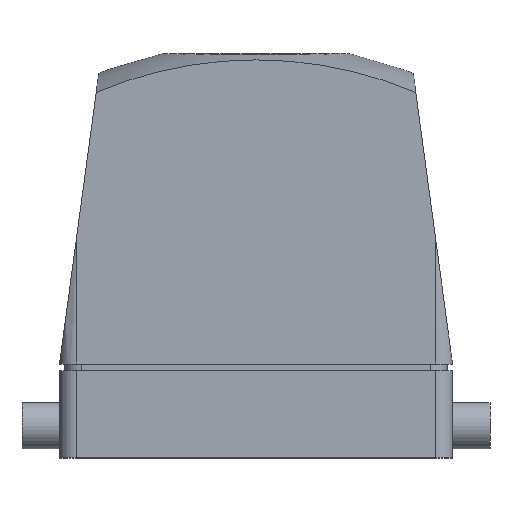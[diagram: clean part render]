
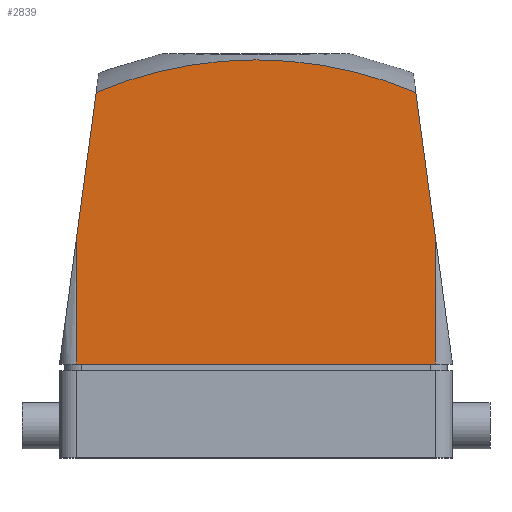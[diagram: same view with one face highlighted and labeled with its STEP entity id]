
A CAD part, top view. The second image highlights one B-rep face of the part: STEP entity #2839.
In plain terms, the highlighted planar face has unit normal (0, 0, 1).
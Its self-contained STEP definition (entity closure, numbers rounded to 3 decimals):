
#93 = DIRECTION ( 'NONE',  ( -1., 0., 0. ) ) ;
#96 = DIRECTION ( 'NONE',  ( 0., 0., -1. ) ) ;
#97 = CARTESIAN_POINT ( 'NONE',  ( 3.2, 65.55, 43.5 ) ) ;
#98 = PLANE ( 'NONE',  #1474 ) ;
#267 = DIRECTION ( 'NONE',  ( 0.134, -0.991, 0. ) ) ;
#268 = CARTESIAN_POINT ( 'NONE',  ( 73.5, 17.55, 43.5 ) ) ;
#549 = DIRECTION ( 'NONE',  ( 0., -1., 0. ) ) ;
#550 = CARTESIAN_POINT ( 'NONE',  ( 3.2, 65.55, 43.5 ) ) ;
#563 = DIRECTION ( 'NONE',  ( 0.134, 0.991, 0. ) ) ;
#564 = CARTESIAN_POINT ( 'NONE',  ( 0., 17.55, 43.5 ) ) ;
#571 = DIRECTION ( 'NONE',  ( 1., 0., 0. ) ) ;
#572 = DIRECTION ( 'NONE',  ( 0., 0., -1. ) ) ;
#573 = CARTESIAN_POINT ( 'NONE',  ( 36.75, -1.95, 43.5 ) ) ;
#578 = CARTESIAN_POINT ( 'NONE',  ( 3.2, 17.55, 43.5 ) ) ;
#580 = DIRECTION ( 'NONE',  ( 1., 0., 0. ) ) ;
#583 = DIRECTION ( 'NONE',  ( 0., -1., 0. ) ) ;
#584 = CARTESIAN_POINT ( 'NONE',  ( 70.3, 65.55, 43.5 ) ) ;
#618 = CARTESIAN_POINT ( 'NONE',  ( 70.3, 17.55, 43.5 ) ) ;
#625 = CARTESIAN_POINT ( 'NONE',  ( 6.873, 68.317, 43.5 ) ) ;
#642 = CARTESIAN_POINT ( 'NONE',  ( 3.2, 17.55, 43.5 ) ) ;
#694 = CARTESIAN_POINT ( 'NONE',  ( 70.3, 41.187, 43.5 ) ) ;
#700 = CARTESIAN_POINT ( 'NONE',  ( 3.2, 41.187, 43.5 ) ) ;
#727 = CARTESIAN_POINT ( 'NONE',  ( 66.627, 68.317, 43.5 ) ) ;
#1347 = EDGE_CURVE ( 'NONE', #2448, #2446, #2269, .T. ) ;
#1362 = EDGE_CURVE ( 'NONE', #2448, #2356, #2277, .T. ) ;
#1366 = EDGE_CURVE ( 'NONE', #2467, #2353, #2280, .T. ) ;
#1368 = EDGE_CURVE ( 'NONE', #2356, #2452, #1774, .T. ) ;
#1371 = EDGE_CURVE ( 'NONE', #2446, #2353, #2282, .T. ) ;
#1474 = AXIS2_PLACEMENT_3D ( 'NONE', #97, #96, #93 ) ;
#1496 = VECTOR ( 'NONE', #267, 1000. ) ;
#1714 = VECTOR ( 'NONE', #580, 1000. ) ;
#1718 = AXIS2_PLACEMENT_3D ( 'NONE', #573, #572, #571 ) ;
#1722 = VECTOR ( 'NONE', #583, 1000. ) ;
#1731 = VECTOR ( 'NONE', #563, 1000. ) ;
#1769 = VECTOR ( 'NONE', #549, 1000. ) ;
#1774 = CIRCLE ( 'NONE', #1718, 76.355 ) ;
#1911 = ORIENTED_EDGE ( 'NONE', *, *, #1371, .T. ) ;
#1912 = ORIENTED_EDGE ( 'NONE', *, *, #1362, .F. ) ;
#1913 = ORIENTED_EDGE ( 'NONE', *, *, #1347, .T. ) ;
#1915 = ORIENTED_EDGE ( 'NONE', *, *, #1366, .F. ) ;
#1949 = ORIENTED_EDGE ( 'NONE', *, *, #1368, .F. ) ;
#2180 = EDGE_LOOP ( 'NONE', ( #1949, #1912, #1913, #1911, #1915, #2469 ) ) ;
#2269 = LINE ( 'NONE', #550, #1769 ) ;
#2277 = LINE ( 'NONE', #564, #1731 ) ;
#2280 = LINE ( 'NONE', #584, #1722 ) ;
#2282 = LINE ( 'NONE', #578, #1714 ) ;
#2353 = VERTEX_POINT ( 'NONE', #618 ) ;
#2356 = VERTEX_POINT ( 'NONE', #625 ) ;
#2446 = VERTEX_POINT ( 'NONE', #642 ) ;
#2448 = VERTEX_POINT ( 'NONE', #700 ) ;
#2452 = VERTEX_POINT ( 'NONE', #727 ) ;
#2467 = VERTEX_POINT ( 'NONE', #694 ) ;
#2469 = ORIENTED_EDGE ( 'NONE', *, *, #2792, .F. ) ;
#2621 = LINE ( 'NONE', #268, #1496 ) ;
#2682 = FACE_OUTER_BOUND ( 'NONE', #2180, .T. ) ;
#2792 = EDGE_CURVE ( 'NONE', #2452, #2467, #2621, .T. ) ;
#2839 = ADVANCED_FACE ( 'NONE', ( #2682 ), #98, .F. ) ;
